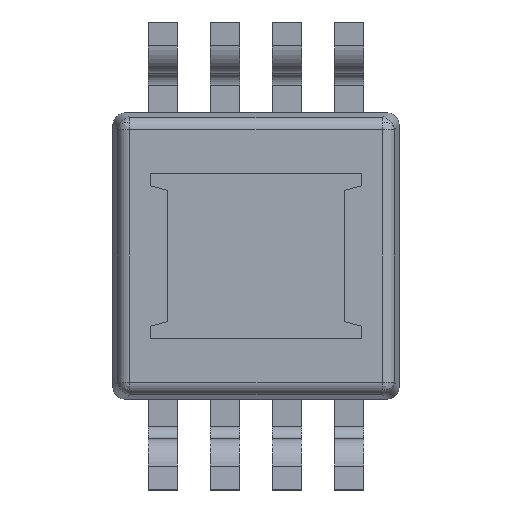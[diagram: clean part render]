
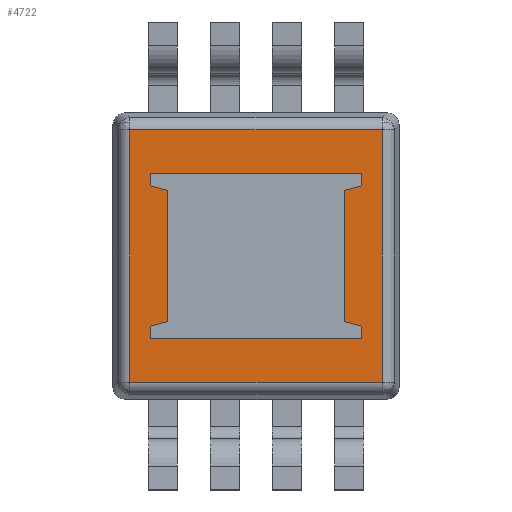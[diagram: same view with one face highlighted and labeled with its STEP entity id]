
A CAD part, front view. The second image highlights one B-rep face of the part: STEP entity #4722.
In plain terms, the highlighted planar face has unit normal (0, -1, 0).
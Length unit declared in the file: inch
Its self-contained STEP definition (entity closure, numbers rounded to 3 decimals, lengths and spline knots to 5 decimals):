
#44 = VERTEX_POINT ( 'NONE', #1212 ) ;
#49 = CARTESIAN_POINT ( 'NONE',  ( 0.04352, -0.0205, -0.03406 ) ) ;
#124 = DIRECTION ( 'NONE',  ( 1., 0., 0. ) ) ;
#126 = CARTESIAN_POINT ( 'NONE',  ( 0.0365, -0.0205, 0. ) ) ;
#159 = VERTEX_POINT ( 'NONE', #4451 ) ;
#284 = PLANE ( 'NONE',  #3130 ) ;
#301 = CARTESIAN_POINT ( 'NONE',  ( 0.0365, -0.0205, -0.02705 ) ) ;
#310 = LINE ( 'NONE', #3423, #2507 ) ;
#320 = ORIENTED_EDGE ( 'NONE', *, *, #3542, .T. ) ;
#339 = VERTEX_POINT ( 'NONE', #4056 ) ;
#370 = DIRECTION ( 'NONE',  ( 0., 0., -1. ) ) ;
#388 = DIRECTION ( 'NONE',  ( -1., 0., 0. ) ) ;
#392 = VECTOR ( 'NONE', #2278, 39.37008 ) ;
#426 = VECTOR ( 'NONE', #1796, 39.37008 ) ;
#467 = EDGE_CURVE ( 'NONE', #339, #2789, #3735, .T. ) ;
#485 = VERTEX_POINT ( 'NONE', #3881 ) ;
#533 = CARTESIAN_POINT ( 'NONE',  ( -0.0365, -0.0205, -0.02705 ) ) ;
#606 = LINE ( 'NONE', #682, #2403 ) ;
#621 = CARTESIAN_POINT ( 'NONE',  ( 0.04352, -0.0205, 0.03406 ) ) ;
#682 = CARTESIAN_POINT ( 'NONE',  ( 0.05208, -0.0205, 0.05208 ) ) ;
#749 = DIRECTION ( 'NONE',  ( 0., 0., 1. ) ) ;
#767 = CARTESIAN_POINT ( 'NONE',  ( -0.0365, -0.0205, 0. ) ) ;
#823 = EDGE_CURVE ( 'NONE', #5087, #159, #1523, .T. ) ;
#825 = CARTESIAN_POINT ( 'NONE',  ( 0.0365, -0.0205, 0.02705 ) ) ;
#844 = ORIENTED_EDGE ( 'NONE', *, *, #4879, .F. ) ;
#874 = DIRECTION ( 'NONE',  ( -1., 0., 0. ) ) ;
#895 = EDGE_CURVE ( 'NONE', #3354, #5087, #1062, .T. ) ;
#903 = ORIENTED_EDGE ( 'NONE', *, *, #3570, .T. ) ;
#919 = VECTOR ( 'NONE', #2312, 39.37008 ) ;
#920 = EDGE_CURVE ( 'NONE', #485, #339, #1633, .T. ) ;
#936 = CARTESIAN_POINT ( 'NONE',  ( -0.04352, -0.0205, 0.03406 ) ) ;
#950 = CARTESIAN_POINT ( 'NONE',  ( -0.0365, -0.0205, 0.02705 ) ) ;
#963 = EDGE_LOOP ( 'NONE', ( #2372, #4090, #2558, #3346, #1503, #903, #320, #5117, #2271, #3631, #1510, #2866 ) ) ;
#1062 = LINE ( 'NONE', #767, #3233 ) ;
#1174 = EDGE_CURVE ( 'NONE', #1573, #3494, #4563, .T. ) ;
#1178 = CARTESIAN_POINT ( 'NONE',  ( -0.04352, -0.0205, 0. ) ) ;
#1212 = CARTESIAN_POINT ( 'NONE',  ( -0.04352, -0.0205, -0.02898 ) ) ;
#1357 = CARTESIAN_POINT ( 'NONE',  ( 0.04352, -0.0205, 0.02898 ) ) ;
#1410 = CARTESIAN_POINT ( 'NONE',  ( 0.04352, -0.0205, 0. ) ) ;
#1472 = VECTOR ( 'NONE', #2670, 39.37008 ) ;
#1503 = ORIENTED_EDGE ( 'NONE', *, *, #1174, .T. ) ;
#1510 = ORIENTED_EDGE ( 'NONE', *, *, #5084, .T. ) ;
#1512 = LINE ( 'NONE', #2009, #4279 ) ;
#1523 = LINE ( 'NONE', #4339, #392 ) ;
#1573 = VERTEX_POINT ( 'NONE', #936 ) ;
#1621 = VERTEX_POINT ( 'NONE', #2201 ) ;
#1623 = FACE_BOUND ( 'NONE', #963, .T. ) ;
#1633 = LINE ( 'NONE', #2861, #4814 ) ;
#1775 = CARTESIAN_POINT ( 'NONE',  ( 0., -0.0205, 0.03406 ) ) ;
#1796 = DIRECTION ( 'NONE',  ( 0., 0., 1. ) ) ;
#1797 = VERTEX_POINT ( 'NONE', #825 ) ;
#2009 = CARTESIAN_POINT ( 'NONE',  ( 0.05208, -0.0205, -0.05613 ) ) ;
#2047 = VECTOR ( 'NONE', #2783, 39.37008 ) ;
#2061 = VERTEX_POINT ( 'NONE', #2605 ) ;
#2095 = EDGE_CURVE ( 'NONE', #44, #3354, #4609, .T. ) ;
#2188 = LINE ( 'NONE', #301, #2047 ) ;
#2201 = CARTESIAN_POINT ( 'NONE',  ( -0.04352, -0.0205, -0.03406 ) ) ;
#2271 = ORIENTED_EDGE ( 'NONE', *, *, #4733, .T. ) ;
#2278 = DIRECTION ( 'NONE',  ( -0.964, 0., 0.265 ) ) ;
#2312 = DIRECTION ( 'NONE',  ( 0., 0., 1. ) ) ;
#2317 = CARTESIAN_POINT ( 'NONE',  ( 0.0365, -0.0205, -0.02705 ) ) ;
#2363 = DIRECTION ( 'NONE',  ( 0., -1., 0. ) ) ;
#2372 = ORIENTED_EDGE ( 'NONE', *, *, #2095, .T. ) ;
#2403 = VECTOR ( 'NONE', #3585, 39.37008 ) ;
#2507 = VECTOR ( 'NONE', #874, 39.37008 ) ;
#2522 = CARTESIAN_POINT ( 'NONE',  ( -0.05208, -0.0205, 0.05208 ) ) ;
#2551 = EDGE_CURVE ( 'NONE', #159, #1573, #5330, .T. ) ;
#2558 = ORIENTED_EDGE ( 'NONE', *, *, #823, .T. ) ;
#2589 = VECTOR ( 'NONE', #749, 39.37008 ) ;
#2605 = CARTESIAN_POINT ( 'NONE',  ( 0.05208, -0.0205, 0.05208 ) ) ;
#2627 = CARTESIAN_POINT ( 'NONE',  ( 0.04352, -0.0205, -0.02898 ) ) ;
#2670 = DIRECTION ( 'NONE',  ( 0.964, 0., 0.265 ) ) ;
#2678 = VECTOR ( 'NONE', #4377, 39.37008 ) ;
#2717 = CARTESIAN_POINT ( 'NONE',  ( 0.04352, -0.0205, 0.02898 ) ) ;
#2783 = DIRECTION ( 'NONE',  ( 0.964, 0., -0.265 ) ) ;
#2789 = VERTEX_POINT ( 'NONE', #2522 ) ;
#2820 = VECTOR ( 'NONE', #4201, 39.37008 ) ;
#2861 = CARTESIAN_POINT ( 'NONE',  ( -0.05208, -0.0205, -0.05208 ) ) ;
#2866 = ORIENTED_EDGE ( 'NONE', *, *, #4829, .T. ) ;
#2914 = LINE ( 'NONE', #2717, #2678 ) ;
#2958 = EDGE_CURVE ( 'NONE', #5181, #3282, #3136, .T. ) ;
#3024 = VERTEX_POINT ( 'NONE', #2317 ) ;
#3130 = AXIS2_PLACEMENT_3D ( 'NONE', #4854, #2363, #5266 ) ;
#3136 = LINE ( 'NONE', #1410, #4109 ) ;
#3233 = VECTOR ( 'NONE', #4911, 39.37008 ) ;
#3282 = VERTEX_POINT ( 'NONE', #49 ) ;
#3324 = VECTOR ( 'NONE', #124, 39.37008 ) ;
#3346 = ORIENTED_EDGE ( 'NONE', *, *, #2551, .T. ) ;
#3354 = VERTEX_POINT ( 'NONE', #533 ) ;
#3423 = CARTESIAN_POINT ( 'NONE',  ( 0., -0.0205, -0.03406 ) ) ;
#3494 = VERTEX_POINT ( 'NONE', #621 ) ;
#3542 = EDGE_CURVE ( 'NONE', #3899, #1797, #2914, .T. ) ;
#3570 = EDGE_CURVE ( 'NONE', #3494, #3899, #4762, .T. ) ;
#3585 = DIRECTION ( 'NONE',  ( 1., 0., 0. ) ) ;
#3630 = ORIENTED_EDGE ( 'NONE', *, *, #3671, .F. ) ;
#3631 = ORIENTED_EDGE ( 'NONE', *, *, #2958, .T. ) ;
#3651 = VECTOR ( 'NONE', #3981, 39.37008 ) ;
#3671 = EDGE_CURVE ( 'NONE', #2789, #2061, #606, .T. ) ;
#3689 = FACE_OUTER_BOUND ( 'NONE', #4522, .T. ) ;
#3735 = LINE ( 'NONE', #4285, #426 ) ;
#3820 = LINE ( 'NONE', #1178, #2589 ) ;
#3881 = CARTESIAN_POINT ( 'NONE',  ( 0.05208, -0.0205, -0.05208 ) ) ;
#3899 = VERTEX_POINT ( 'NONE', #1357 ) ;
#3981 = DIRECTION ( 'NONE',  ( 0., 0., -1. ) ) ;
#4004 = EDGE_CURVE ( 'NONE', #1797, #3024, #4890, .T. ) ;
#4056 = CARTESIAN_POINT ( 'NONE',  ( -0.05208, -0.0205, -0.05208 ) ) ;
#4090 = ORIENTED_EDGE ( 'NONE', *, *, #895, .T. ) ;
#4109 = VECTOR ( 'NONE', #4712, 39.37008 ) ;
#4200 = ORIENTED_EDGE ( 'NONE', *, *, #467, .F. ) ;
#4201 = DIRECTION ( 'NONE',  ( 0., 0., -1. ) ) ;
#4279 = VECTOR ( 'NONE', #370, 39.37008 ) ;
#4285 = CARTESIAN_POINT ( 'NONE',  ( -0.05208, -0.0205, 0.05613 ) ) ;
#4339 = CARTESIAN_POINT ( 'NONE',  ( -0.0365, -0.0205, 0.02705 ) ) ;
#4371 = CARTESIAN_POINT ( 'NONE',  ( -0.04352, -0.0205, 0. ) ) ;
#4377 = DIRECTION ( 'NONE',  ( -0.964, 0., -0.265 ) ) ;
#4451 = CARTESIAN_POINT ( 'NONE',  ( -0.04352, -0.0205, 0.02898 ) ) ;
#4522 = EDGE_LOOP ( 'NONE', ( #5245, #844, #3630, #4200 ) ) ;
#4563 = LINE ( 'NONE', #1775, #3324 ) ;
#4609 = LINE ( 'NONE', #5138, #1472 ) ;
#4712 = DIRECTION ( 'NONE',  ( 0., 0., -1. ) ) ;
#4722 = ADVANCED_FACE ( 'NONE', ( #1623, #3689 ), #284, .T. ) ;
#4733 = EDGE_CURVE ( 'NONE', #3024, #5181, #2188, .T. ) ;
#4762 = LINE ( 'NONE', #4809, #3651 ) ;
#4809 = CARTESIAN_POINT ( 'NONE',  ( 0.04352, -0.0205, 0. ) ) ;
#4814 = VECTOR ( 'NONE', #388, 39.37008 ) ;
#4829 = EDGE_CURVE ( 'NONE', #1621, #44, #3820, .T. ) ;
#4854 = CARTESIAN_POINT ( 'NONE',  ( 0., -0.0205, 0. ) ) ;
#4879 = EDGE_CURVE ( 'NONE', #2061, #485, #1512, .T. ) ;
#4890 = LINE ( 'NONE', #126, #2820 ) ;
#4911 = DIRECTION ( 'NONE',  ( 0., 0., 1. ) ) ;
#5084 = EDGE_CURVE ( 'NONE', #3282, #1621, #310, .T. ) ;
#5087 = VERTEX_POINT ( 'NONE', #950 ) ;
#5117 = ORIENTED_EDGE ( 'NONE', *, *, #4004, .T. ) ;
#5138 = CARTESIAN_POINT ( 'NONE',  ( -0.04352, -0.0205, -0.02898 ) ) ;
#5181 = VERTEX_POINT ( 'NONE', #2627 ) ;
#5245 = ORIENTED_EDGE ( 'NONE', *, *, #920, .F. ) ;
#5266 = DIRECTION ( 'NONE',  ( 0., 0., -1. ) ) ;
#5330 = LINE ( 'NONE', #4371, #919 ) ;
